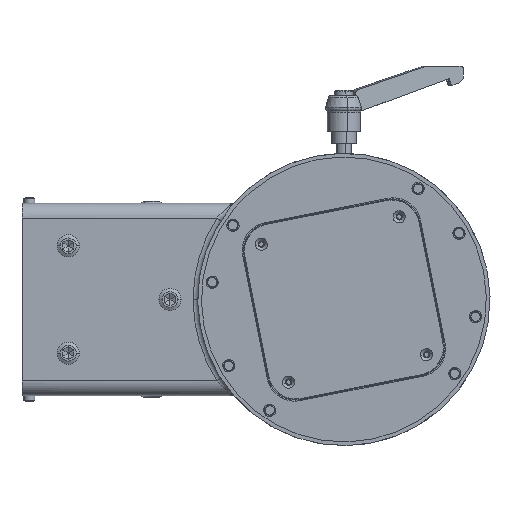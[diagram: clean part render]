
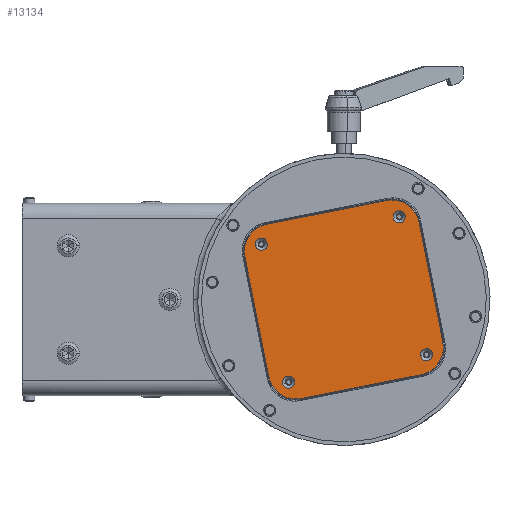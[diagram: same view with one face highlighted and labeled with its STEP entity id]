
A CAD part, front view. The second image highlights one B-rep face of the part: STEP entity #13134.
In plain terms, the highlighted face is planar.
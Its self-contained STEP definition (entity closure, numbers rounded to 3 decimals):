
#6340 = VERTEX_POINT ( 'NONE', #18210 ) ;
#6341 = VERTEX_POINT ( 'NONE', #18211 ) ;
#6344 = VERTEX_POINT ( 'NONE', #18214 ) ;
#6345 = VERTEX_POINT ( 'NONE', #18215 ) ;
#6348 = VERTEX_POINT ( 'NONE', #18218 ) ;
#6349 = VERTEX_POINT ( 'NONE', #18219 ) ;
#6352 = VERTEX_POINT ( 'NONE', #18222 ) ;
#6353 = VERTEX_POINT ( 'NONE', #18223 ) ;
#6362 = VERTEX_POINT ( 'NONE', #18232 ) ;
#6363 = VERTEX_POINT ( 'NONE', #18233 ) ;
#6364 = VERTEX_POINT ( 'NONE', #18234 ) ;
#6365 = VERTEX_POINT ( 'NONE', #18235 ) ;
#6366 = VERTEX_POINT ( 'NONE', #18236 ) ;
#6367 = VERTEX_POINT ( 'NONE', #18237 ) ;
#6368 = VERTEX_POINT ( 'NONE', #18238 ) ;
#6369 = VERTEX_POINT ( 'NONE', #18239 ) ;
#10617 = ORIENTED_EDGE ( 'NONE', *, *, #12896, .T. ) ;
#10618 = ORIENTED_EDGE ( 'NONE', *, *, #12911, .T. ) ;
#10619 = ORIENTED_EDGE ( 'NONE', *, *, #12912, .T. ) ;
#10620 = ORIENTED_EDGE ( 'NONE', *, *, #12892, .T. ) ;
#10621 = ORIENTED_EDGE ( 'NONE', *, *, #12913, .T. ) ;
#10622 = ORIENTED_EDGE ( 'NONE', *, *, #12888, .T. ) ;
#10623 = ORIENTED_EDGE ( 'NONE', *, *, #12914, .T. ) ;
#10624 = ORIENTED_EDGE ( 'NONE', *, *, #12884, .T. ) ;
#10625 = ORIENTED_EDGE ( 'NONE', *, *, #12915, .T. ) ;
#10626 = ORIENTED_EDGE ( 'NONE', *, *, #12916, .T. ) ;
#10627 = ORIENTED_EDGE ( 'NONE', *, *, #12910, .T. ) ;
#10628 = ORIENTED_EDGE ( 'NONE', *, *, #12917, .T. ) ;
#10629 = ORIENTED_EDGE ( 'NONE', *, *, #12918, .T. ) ;
#10630 = ORIENTED_EDGE ( 'NONE', *, *, #12919, .T. ) ;
#10631 = ORIENTED_EDGE ( 'NONE', *, *, #12920, .T. ) ;
#10632 = ORIENTED_EDGE ( 'NONE', *, *, #12921, .T. ) ;
#12884 = EDGE_CURVE ( 'NONE', #6341, #6340, #36533, .T. ) ;
#12888 = EDGE_CURVE ( 'NONE', #6345, #6344, #36539, .T. ) ;
#12892 = EDGE_CURVE ( 'NONE', #6349, #6348, #36545, .T. ) ;
#12896 = EDGE_CURVE ( 'NONE', #6353, #6352, #36551, .T. ) ;
#12910 = EDGE_CURVE ( 'NONE', #6363, #6364, #19872, .T. ) ;
#12911 = EDGE_CURVE ( 'NONE', #6352, #6353, #36573, .T. ) ;
#12912 = EDGE_CURVE ( 'NONE', #6348, #6349, #36568, .T. ) ;
#12913 = EDGE_CURVE ( 'NONE', #6344, #6345, #36563, .T. ) ;
#12914 = EDGE_CURVE ( 'NONE', #6340, #6341, #36571, .T. ) ;
#12915 = EDGE_CURVE ( 'NONE', #6362, #6363, #36576, .T. ) ;
#12916 = EDGE_CURVE ( 'NONE', #6364, #6365, #36578, .T. ) ;
#12917 = EDGE_CURVE ( 'NONE', #6365, #6366, #19873, .T. ) ;
#12918 = EDGE_CURVE ( 'NONE', #6366, #6367, #36580, .T. ) ;
#12919 = EDGE_CURVE ( 'NONE', #6367, #6368, #19874, .T. ) ;
#12920 = EDGE_CURVE ( 'NONE', #6368, #6369, #36582, .T. ) ;
#12921 = EDGE_CURVE ( 'NONE', #6369, #6362, #19875, .T. ) ;
#13134 = ADVANCED_FACE ( 'NONE', ( #20166, #20167, #20168, #20169, #20170 ), #22335, .F. ) ;
#18210 = CARTESIAN_POINT ( 'NONE',  ( -41.3, 38., 3. ) ) ;
#18211 = CARTESIAN_POINT ( 'NONE',  ( -34.7, 38., 3. ) ) ;
#18214 = CARTESIAN_POINT ( 'NONE',  ( 34.7, 38., 3. ) ) ;
#18215 = CARTESIAN_POINT ( 'NONE',  ( 41.3, 38., 3. ) ) ;
#18218 = CARTESIAN_POINT ( 'NONE',  ( 34.7, -38., 3. ) ) ;
#18219 = CARTESIAN_POINT ( 'NONE',  ( 41.3, -38., 3. ) ) ;
#18222 = CARTESIAN_POINT ( 'NONE',  ( -41.3, -38., 3. ) ) ;
#18223 = CARTESIAN_POINT ( 'NONE',  ( -34.7, -38., 3. ) ) ;
#18232 = CARTESIAN_POINT ( 'NONE',  ( 48., 33., 3. ) ) ;
#18233 = CARTESIAN_POINT ( 'NONE',  ( 33., 48., 3. ) ) ;
#18234 = CARTESIAN_POINT ( 'NONE',  ( -33., 48., 3. ) ) ;
#18235 = CARTESIAN_POINT ( 'NONE',  ( -48., 33., 3. ) ) ;
#18236 = CARTESIAN_POINT ( 'NONE',  ( -48., -33., 3. ) ) ;
#18237 = CARTESIAN_POINT ( 'NONE',  ( -33., -48., 3. ) ) ;
#18238 = CARTESIAN_POINT ( 'NONE',  ( 33., -48., 3. ) ) ;
#18239 = CARTESIAN_POINT ( 'NONE',  ( 48., -33., 3. ) ) ;
#19358 = CARTESIAN_POINT ( 'NONE',  ( -38., 38., 3. ) ) ;
#19359 = DIRECTION ( 'NONE',  ( 0., 0., -1. ) ) ;
#19360 = DIRECTION ( 'NONE',  ( -1., 0., 0. ) ) ;
#19368 = CARTESIAN_POINT ( 'NONE',  ( 38., 38., 3. ) ) ;
#19369 = DIRECTION ( 'NONE',  ( 0., 0., -1. ) ) ;
#19370 = DIRECTION ( 'NONE',  ( -1., 0., 0. ) ) ;
#19378 = CARTESIAN_POINT ( 'NONE',  ( 38., -38., 3. ) ) ;
#19379 = DIRECTION ( 'NONE',  ( 0., 0., -1. ) ) ;
#19380 = DIRECTION ( 'NONE',  ( -1., 0., 0. ) ) ;
#19388 = CARTESIAN_POINT ( 'NONE',  ( -38., -38., 3. ) ) ;
#19389 = DIRECTION ( 'NONE',  ( 0., 0., -1. ) ) ;
#19390 = DIRECTION ( 'NONE',  ( -1., 0., 0. ) ) ;
#19421 = CARTESIAN_POINT ( 'NONE',  ( -33., 48., 3. ) ) ;
#19422 = DIRECTION ( 'NONE',  ( -1., 0., 0. ) ) ;
#19423 = CARTESIAN_POINT ( 'NONE',  ( -38., -38., 3. ) ) ;
#19424 = DIRECTION ( 'NONE',  ( 0., 0., -1. ) ) ;
#19425 = DIRECTION ( 'NONE',  ( -1., 0., 0. ) ) ;
#19426 = CARTESIAN_POINT ( 'NONE',  ( 38., -38., 3. ) ) ;
#19427 = DIRECTION ( 'NONE',  ( 0., 0., -1. ) ) ;
#19428 = DIRECTION ( 'NONE',  ( -1., 0., 0. ) ) ;
#19429 = CARTESIAN_POINT ( 'NONE',  ( 38., 38., 3. ) ) ;
#19430 = DIRECTION ( 'NONE',  ( 0., 0., -1. ) ) ;
#19431 = DIRECTION ( 'NONE',  ( -1., 0., 0. ) ) ;
#19432 = CARTESIAN_POINT ( 'NONE',  ( -38., 38., 3. ) ) ;
#19433 = DIRECTION ( 'NONE',  ( 0., 0., -1. ) ) ;
#19434 = DIRECTION ( 'NONE',  ( -1., 0., 0. ) ) ;
#19435 = CARTESIAN_POINT ( 'NONE',  ( 33., 33., 3. ) ) ;
#19436 = DIRECTION ( 'NONE',  ( 0., 0., 1. ) ) ;
#19437 = DIRECTION ( 'NONE',  ( -1., 0., 0. ) ) ;
#19438 = CARTESIAN_POINT ( 'NONE',  ( -33., 33., 3. ) ) ;
#19439 = DIRECTION ( 'NONE',  ( 0., 0., 1. ) ) ;
#19440 = DIRECTION ( 'NONE',  ( 1., 0., 0. ) ) ;
#19441 = CARTESIAN_POINT ( 'NONE',  ( -48., 33., 3. ) ) ;
#19442 = DIRECTION ( 'NONE',  ( 0., -1., 0. ) ) ;
#19443 = CARTESIAN_POINT ( 'NONE',  ( -33., -33., 3. ) ) ;
#19444 = DIRECTION ( 'NONE',  ( 0., 0., 1. ) ) ;
#19445 = DIRECTION ( 'NONE',  ( 1., 0., 0. ) ) ;
#19446 = CARTESIAN_POINT ( 'NONE',  ( -33., -48., 3. ) ) ;
#19447 = DIRECTION ( 'NONE',  ( 1., 0., 0. ) ) ;
#19448 = CARTESIAN_POINT ( 'NONE',  ( 33., -33., 3. ) ) ;
#19449 = DIRECTION ( 'NONE',  ( 0., 0., 1. ) ) ;
#19450 = DIRECTION ( 'NONE',  ( 1., 0., 0. ) ) ;
#19451 = CARTESIAN_POINT ( 'NONE',  ( 48., 33., 3. ) ) ;
#19452 = DIRECTION ( 'NONE',  ( 0., 1., 0. ) ) ;
#19872 = LINE ( 'NONE', #19421, #36574 ) ;
#19873 = LINE ( 'NONE', #19441, #36586 ) ;
#19874 = LINE ( 'NONE', #19446, #36589 ) ;
#19875 = LINE ( 'NONE', #19451, #36591 ) ;
#20166 = FACE_BOUND ( 'NONE', #38632, .T. ) ;
#20167 = FACE_BOUND ( 'NONE', #38635, .T. ) ;
#20168 = FACE_BOUND ( 'NONE', #38634, .T. ) ;
#20169 = FACE_BOUND ( 'NONE', #42545, .T. ) ;
#20170 = FACE_OUTER_BOUND ( 'NONE', #42542, .T. ) ;
#22335 = PLANE ( 'NONE',  #36816 ) ;
#22336 = CARTESIAN_POINT ( 'NONE',  ( 33., 33., 3. ) ) ;
#22337 = DIRECTION ( 'NONE',  ( 0., 0., -1. ) ) ;
#22338 = DIRECTION ( 'NONE',  ( -1., 0., 0. ) ) ;
#36533 = CIRCLE ( 'NONE', #36534, 3.3 ) ;
#36534 = AXIS2_PLACEMENT_3D ( 'NONE', #19358, #19359, #19360 ) ;
#36539 = CIRCLE ( 'NONE', #36540, 3.3 ) ;
#36540 = AXIS2_PLACEMENT_3D ( 'NONE', #19368, #19369, #19370 ) ;
#36545 = CIRCLE ( 'NONE', #36546, 3.3 ) ;
#36546 = AXIS2_PLACEMENT_3D ( 'NONE', #19378, #19379, #19380 ) ;
#36551 = CIRCLE ( 'NONE', #36552, 3.3 ) ;
#36552 = AXIS2_PLACEMENT_3D ( 'NONE', #19388, #19389, #19390 ) ;
#36563 = CIRCLE ( 'NONE', #36579, 3.3 ) ;
#36568 = CIRCLE ( 'NONE', #36577, 3.3 ) ;
#36571 = CIRCLE ( 'NONE', #36581, 3.3 ) ;
#36573 = CIRCLE ( 'NONE', #36575, 3.3 ) ;
#36574 = VECTOR ( 'NONE', #19422, 1000. ) ;
#36575 = AXIS2_PLACEMENT_3D ( 'NONE', #19423, #19424, #19425 ) ;
#36576 = CIRCLE ( 'NONE', #36583, 15. ) ;
#36577 = AXIS2_PLACEMENT_3D ( 'NONE', #19426, #19427, #19428 ) ;
#36578 = CIRCLE ( 'NONE', #36584, 15. ) ;
#36579 = AXIS2_PLACEMENT_3D ( 'NONE', #19429, #19430, #19431 ) ;
#36580 = CIRCLE ( 'NONE', #36587, 15. ) ;
#36581 = AXIS2_PLACEMENT_3D ( 'NONE', #19432, #19433, #19434 ) ;
#36582 = CIRCLE ( 'NONE', #36590, 15. ) ;
#36583 = AXIS2_PLACEMENT_3D ( 'NONE', #19435, #19436, #19437 ) ;
#36584 = AXIS2_PLACEMENT_3D ( 'NONE', #19438, #19439, #19440 ) ;
#36586 = VECTOR ( 'NONE', #19442, 1000. ) ;
#36587 = AXIS2_PLACEMENT_3D ( 'NONE', #19443, #19444, #19445 ) ;
#36589 = VECTOR ( 'NONE', #19447, 1000. ) ;
#36590 = AXIS2_PLACEMENT_3D ( 'NONE', #19448, #19449, #19450 ) ;
#36591 = VECTOR ( 'NONE', #19452, 1000. ) ;
#36816 = AXIS2_PLACEMENT_3D ( 'NONE', #22336, #22337, #22338 ) ;
#38632 = EDGE_LOOP ( 'NONE', ( #10617, #10618 ) ) ;
#38634 = EDGE_LOOP ( 'NONE', ( #10622, #10621 ) ) ;
#38635 = EDGE_LOOP ( 'NONE', ( #10620, #10619 ) ) ;
#42542 = EDGE_LOOP ( 'NONE', ( #10625, #10627, #10626, #10628, #10629, #10630, #10631, #10632 ) ) ;
#42545 = EDGE_LOOP ( 'NONE', ( #10624, #10623 ) ) ;
